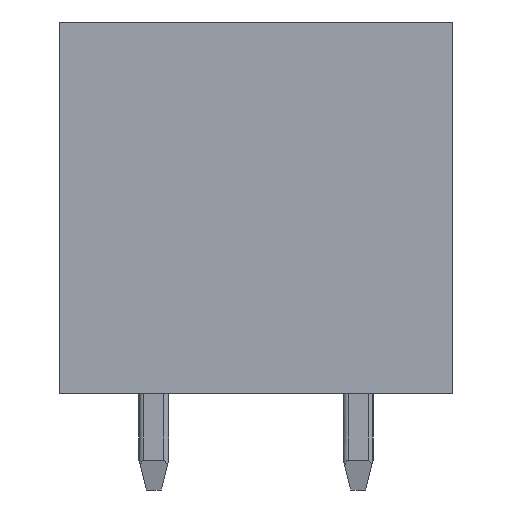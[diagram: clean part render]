
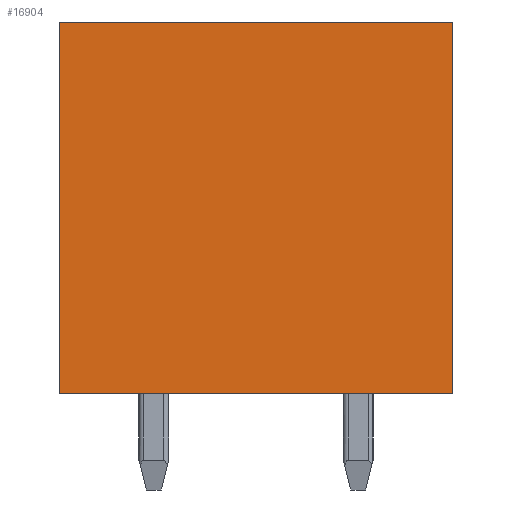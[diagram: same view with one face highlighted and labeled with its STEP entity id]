
A CAD part, left-side view. The second image highlights one B-rep face of the part: STEP entity #16904.
In plain terms, the highlighted planar face has unit normal (-1, 0, 0).
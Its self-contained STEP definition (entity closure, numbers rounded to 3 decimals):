
#1321=DIRECTION('',(0.,0.,-1.));
#1322=VECTOR('',#1321,10.);
#1323=CARTESIAN_POINT('',(-39.3,-5.3,3.7));
#1324=LINE('',#1323,#1322);
#1325=DIRECTION('',(0.,1.,0.));
#1326=VECTOR('',#1325,10.6);
#1327=CARTESIAN_POINT('',(-39.3,-5.3,-6.3));
#1328=LINE('',#1327,#1326);
#1329=DIRECTION('',(0.,0.,1.));
#1330=VECTOR('',#1329,10.);
#1331=CARTESIAN_POINT('',(-39.3,5.3,-6.3));
#1332=LINE('',#1331,#1330);
#1333=DIRECTION('',(0.,-1.,0.));
#1334=VECTOR('',#1333,10.6);
#1335=CARTESIAN_POINT('',(-39.3,5.3,3.7));
#1336=LINE('',#1335,#1334);
#12521=CARTESIAN_POINT('',(-39.3,-5.3,3.7));
#12522=CARTESIAN_POINT('',(-39.3,-5.3,-6.3));
#12523=VERTEX_POINT('',#12521);
#12524=VERTEX_POINT('',#12522);
#12525=CARTESIAN_POINT('',(-39.3,5.3,-6.3));
#12526=VERTEX_POINT('',#12525);
#12527=CARTESIAN_POINT('',(-39.3,5.3,3.7));
#12528=VERTEX_POINT('',#12527);
#16893=CARTESIAN_POINT('',(-39.3,0.,0.));
#16894=DIRECTION('',(1.,0.,0.));
#16895=DIRECTION('',(0.,-1.,0.));
#16896=AXIS2_PLACEMENT_3D('',#16893,#16894,#16895);
#16897=PLANE('',#16896);
#16898=ORIENTED_EDGE('',*,*,#15767,.T.);
#16899=ORIENTED_EDGE('',*,*,#15782,.T.);
#16900=ORIENTED_EDGE('',*,*,#16192,.T.);
#16901=ORIENTED_EDGE('',*,*,#16205,.T.);
#16902=EDGE_LOOP('',(#16898,#16899,#16900,#16901));
#16903=FACE_OUTER_BOUND('',#16902,.F.);
#16904=ADVANCED_FACE('',(#16903),#16897,.F.);
#15767=EDGE_CURVE('',#12523,#12524,#1324,.T.);
#15782=EDGE_CURVE('',#12524,#12526,#1328,.T.);
#16192=EDGE_CURVE('',#12526,#12528,#1332,.T.);
#16205=EDGE_CURVE('',#12528,#12523,#1336,.T.);
